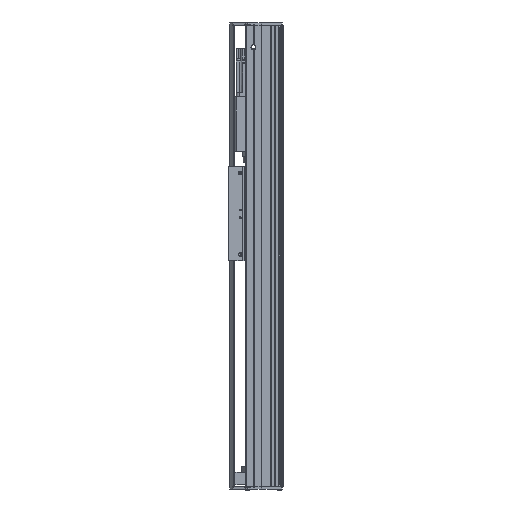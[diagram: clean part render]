
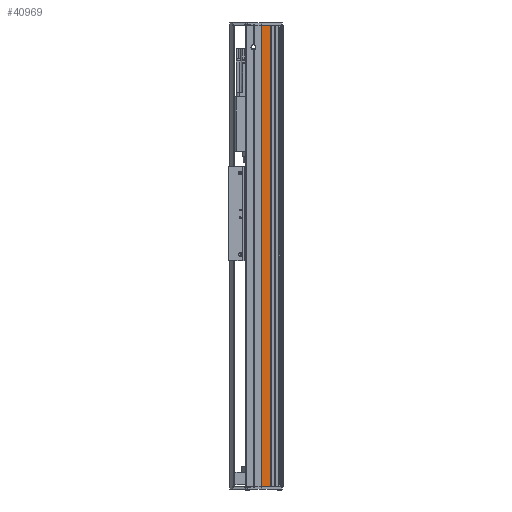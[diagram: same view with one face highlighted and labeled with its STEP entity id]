
A CAD part, left-side view. The second image highlights one B-rep face of the part: STEP entity #40969.
In plain terms, the highlighted planar face has unit normal (-1, 0, 0).
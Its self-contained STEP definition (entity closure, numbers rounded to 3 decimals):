
#335 = CARTESIAN_POINT ( 'NONE',  ( -77.5, 32., -735. ) ) ;
#355 = DIRECTION ( 'NONE',  ( 0., -1., 0. ) ) ;
#5704 = VECTOR ( 'NONE', #34952, 1000. ) ;
#5932 = EDGE_CURVE ( 'NONE', #30955, #11205, #32667, .T. ) ;
#6290 = VERTEX_POINT ( 'NONE', #58901 ) ;
#6884 = EDGE_LOOP ( 'NONE', ( #41199, #43831, #37364, #17435 ) ) ;
#10780 = LINE ( 'NONE', #34523, #64898 ) ;
#11205 = VERTEX_POINT ( 'NONE', #42192 ) ;
#13625 = DIRECTION ( 'NONE',  ( 0., -1., 0. ) ) ;
#16627 = DIRECTION ( 'NONE',  ( 0., 0., 1. ) ) ;
#17200 = EDGE_CURVE ( 'NONE', #11205, #6290, #10780, .T. ) ;
#17435 = ORIENTED_EDGE ( 'NONE', *, *, #17691, .T. ) ;
#17691 = EDGE_CURVE ( 'NONE', #64544, #6290, #50875, .T. ) ;
#17740 = DIRECTION ( 'NONE',  ( 0., 0., 1. ) ) ;
#28228 = CARTESIAN_POINT ( 'NONE',  ( -77.5, 17.75, -735. ) ) ;
#30955 = VERTEX_POINT ( 'NONE', #335 ) ;
#32667 = LINE ( 'NONE', #56010, #5704 ) ;
#34523 = CARTESIAN_POINT ( 'NONE',  ( -77.5, 32., 0. ) ) ;
#34952 = DIRECTION ( 'NONE',  ( 0., 0., 1. ) ) ;
#35086 = VECTOR ( 'NONE', #355, 1000. ) ;
#37364 = ORIENTED_EDGE ( 'NONE', *, *, #50324, .T. ) ;
#40969 = ADVANCED_FACE ( 'NONE', ( #44391 ), #63584, .T. ) ;
#41199 = ORIENTED_EDGE ( 'NONE', *, *, #17200, .F. ) ;
#42192 = CARTESIAN_POINT ( 'NONE',  ( -77.5, 32., 0. ) ) ;
#42278 = CARTESIAN_POINT ( 'NONE',  ( -77.5, 32., -735. ) ) ;
#42513 = AXIS2_PLACEMENT_3D ( 'NONE', #58298, #47959, #16627 ) ;
#43831 = ORIENTED_EDGE ( 'NONE', *, *, #5932, .F. ) ;
#44391 = FACE_OUTER_BOUND ( 'NONE', #6884, .T. ) ;
#47959 = DIRECTION ( 'NONE',  ( -1., 0., 0. ) ) ;
#49220 = VECTOR ( 'NONE', #17740, 1000. ) ;
#50324 = EDGE_CURVE ( 'NONE', #30955, #64544, #50628, .T. ) ;
#50628 = LINE ( 'NONE', #42278, #35086 ) ;
#50875 = LINE ( 'NONE', #28228, #49220 ) ;
#55777 = CARTESIAN_POINT ( 'NONE',  ( -77.5, 17.75, -735. ) ) ;
#56010 = CARTESIAN_POINT ( 'NONE',  ( -77.5, 32., -735. ) ) ;
#58298 = CARTESIAN_POINT ( 'NONE',  ( -77.5, 32., -735. ) ) ;
#58901 = CARTESIAN_POINT ( 'NONE',  ( -77.5, 17.75, 0. ) ) ;
#63584 = PLANE ( 'NONE',  #42513 ) ;
#64544 = VERTEX_POINT ( 'NONE', #55777 ) ;
#64898 = VECTOR ( 'NONE', #13625, 1000. ) ;
